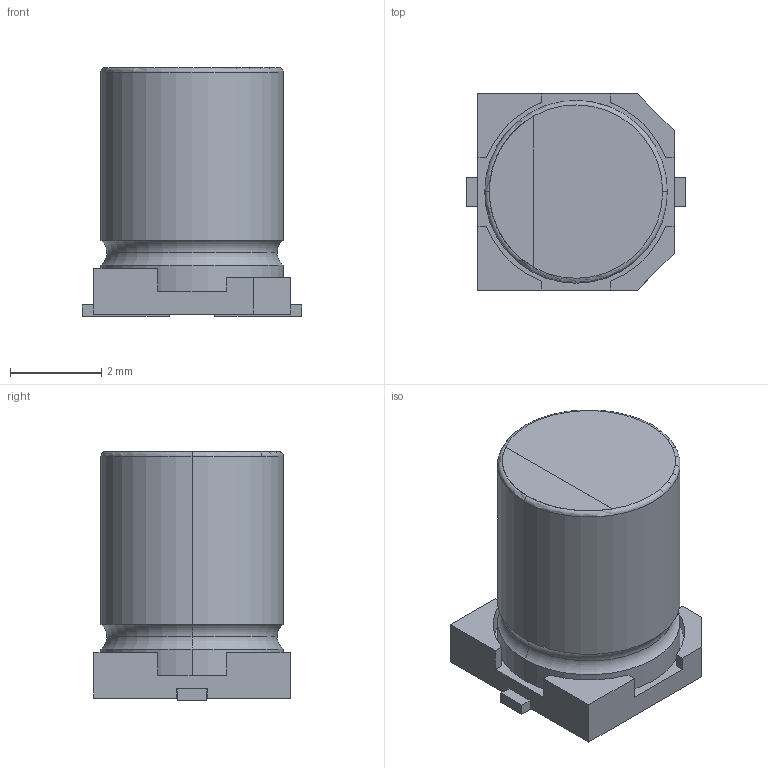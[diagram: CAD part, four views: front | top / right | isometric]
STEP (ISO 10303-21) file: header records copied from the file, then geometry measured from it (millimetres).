
FILE_DESCRIPTION (( 'STEP AP214' ), '1' );
FILE_NAME ('CAP-SMD_BD4.0-L4.3-W4.3-FD-LS5.3.step', '2022-07-01T06:25:01', ( '' ), ( '' ), 'SwSTEP 2.0', 'SolidWorks 2020', '' );
FILE_SCHEMA (( 'AUTOMOTIVE_DESIGN' ));
Length unit declared in the file: millimetre
Products named in the file (1): CAP-SMD_BD4.0-L4.3-W4.3-FD-LS5.3
Bounding box: 4.8 x 4.3 x 5.45 mm (x, y, z)
Volume: 71.4 mm3; surface area: 117.8 mm2
Topology: 1 solids, 1 shells, 282 faces, 766 edges, 506 vertices
Faces by surface type: plane 169, bspline 98, cylinder 9, torus 6
Entity records: 12455 total; most frequent: CARTESIAN_POINT 2861, ORIENTED_EDGE 1532, DIRECTION 965, EDGE_CURVE 766, VECTOR 537, LINE 537, VERTEX_POINT 506, EDGE_LOOP 302
